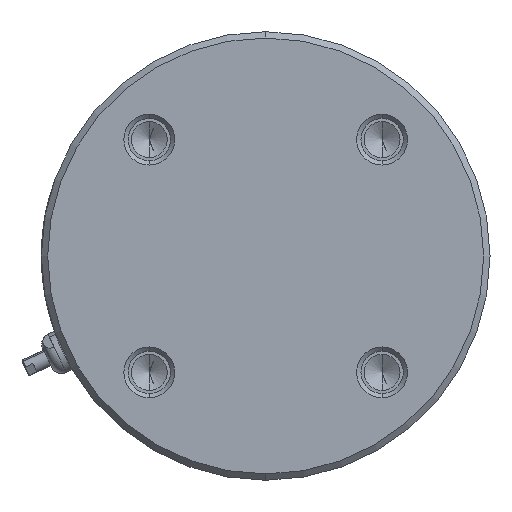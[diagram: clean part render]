
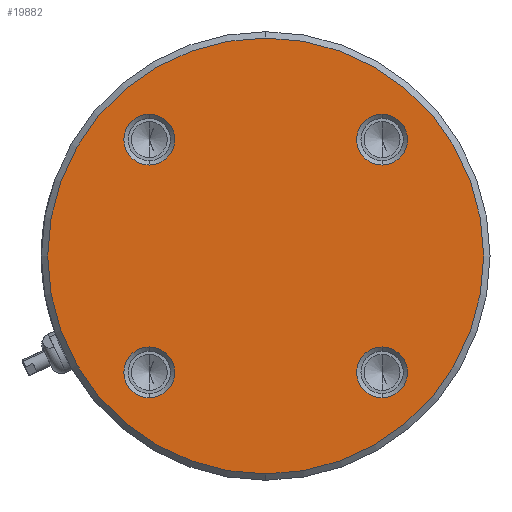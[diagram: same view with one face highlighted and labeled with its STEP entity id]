
A CAD part, left-side view. The second image highlights one B-rep face of the part: STEP entity #19882.
In plain terms, the highlighted planar face has unit normal (-1, 0, 0).
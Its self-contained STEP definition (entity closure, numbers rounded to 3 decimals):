
#5 = EDGE_CURVE ( 'NONE', #9272, #19348, #21381, .T. ) ;
#135 = CIRCLE ( 'NONE', #7576, 6. ) ;
#327 = CARTESIAN_POINT ( 'NONE',  ( -47., 27.5, 33.5 ) ) ;
#516 = DIRECTION ( 'NONE',  ( 1., 0., 0. ) ) ;
#1191 = VERTEX_POINT ( 'NONE', #17568 ) ;
#1482 = CARTESIAN_POINT ( 'NONE',  ( -47., 27.5, 21.5 ) ) ;
#1517 = DIRECTION ( 'NONE',  ( 1., 0., 0. ) ) ;
#1865 = ORIENTED_EDGE ( 'NONE', *, *, #26800, .T. ) ;
#1893 = DIRECTION ( 'NONE',  ( 1., 0., 0. ) ) ;
#2374 = EDGE_CURVE ( 'NONE', #15809, #28445, #26956, .T. ) ;
#2501 = CARTESIAN_POINT ( 'NONE',  ( -47., 27.5, -27.5 ) ) ;
#2557 = CARTESIAN_POINT ( 'NONE',  ( -47., 0., -51.5 ) ) ;
#2656 = AXIS2_PLACEMENT_3D ( 'NONE', #7199, #516, #12191 ) ;
#2836 = CARTESIAN_POINT ( 'NONE',  ( -47., -27.5, 27.5 ) ) ;
#3042 = CARTESIAN_POINT ( 'NONE',  ( -47., 0., 51.5 ) ) ;
#3409 = VERTEX_POINT ( 'NONE', #6615 ) ;
#3726 = DIRECTION ( 'NONE',  ( 1., 0., 0. ) ) ;
#4207 = EDGE_CURVE ( 'NONE', #12641, #1191, #29435, .T. ) ;
#4372 = EDGE_LOOP ( 'NONE', ( #11774, #15648 ) ) ;
#4400 = CARTESIAN_POINT ( 'NONE',  ( -47., 53., 0. ) ) ;
#5124 = DIRECTION ( 'NONE',  ( -1., 0., 0. ) ) ;
#5286 = FACE_OUTER_BOUND ( 'NONE', #13201, .T. ) ;
#6108 = DIRECTION ( 'NONE',  ( 0., 0., 1. ) ) ;
#6454 = VERTEX_POINT ( 'NONE', #1482 ) ;
#6615 = CARTESIAN_POINT ( 'NONE',  ( -47., -27.5, -21.5 ) ) ;
#6894 = DIRECTION ( 'NONE',  ( -1., 0., 0. ) ) ;
#7199 = CARTESIAN_POINT ( 'NONE',  ( -47., 27.5, 27.5 ) ) ;
#7368 = DIRECTION ( 'NONE',  ( 0., 0., 1. ) ) ;
#7576 = AXIS2_PLACEMENT_3D ( 'NONE', #19816, #3726, #19972 ) ;
#8001 = ORIENTED_EDGE ( 'NONE', *, *, #22954, .T. ) ;
#8938 = CIRCLE ( 'NONE', #25414, 6. ) ;
#9272 = VERTEX_POINT ( 'NONE', #3042 ) ;
#9721 = EDGE_LOOP ( 'NONE', ( #10538, #1865 ) ) ;
#9964 = AXIS2_PLACEMENT_3D ( 'NONE', #2836, #21877, #17512 ) ;
#10181 = CARTESIAN_POINT ( 'NONE',  ( -47., 27.5, -27.5 ) ) ;
#10409 = AXIS2_PLACEMENT_3D ( 'NONE', #18526, #1517, #15589 ) ;
#10517 = ORIENTED_EDGE ( 'NONE', *, *, #25418, .T. ) ;
#10538 = ORIENTED_EDGE ( 'NONE', *, *, #18584, .T. ) ;
#11049 = ORIENTED_EDGE ( 'NONE', *, *, #5, .T. ) ;
#11438 = VERTEX_POINT ( 'NONE', #327 ) ;
#11774 = ORIENTED_EDGE ( 'NONE', *, *, #21831, .T. ) ;
#11995 = DIRECTION ( 'NONE',  ( 0., 0., 1. ) ) ;
#12191 = DIRECTION ( 'NONE',  ( 0., 0., 1. ) ) ;
#12641 = VERTEX_POINT ( 'NONE', #21505 ) ;
#13081 = EDGE_CURVE ( 'NONE', #21816, #3409, #8938, .T. ) ;
#13201 = EDGE_LOOP ( 'NONE', ( #21417, #11049 ) ) ;
#13989 = AXIS2_PLACEMENT_3D ( 'NONE', #10181, #19731, #7368 ) ;
#14091 = DIRECTION ( 'NONE',  ( 0., 0., 1. ) ) ;
#14444 = CARTESIAN_POINT ( 'NONE',  ( -47., 27.5, -33.5 ) ) ;
#15031 = CARTESIAN_POINT ( 'NONE',  ( -47., 27.5, -21.5 ) ) ;
#15589 = DIRECTION ( 'NONE',  ( 0., 0., 1. ) ) ;
#15648 = ORIENTED_EDGE ( 'NONE', *, *, #13081, .T. ) ;
#15809 = VERTEX_POINT ( 'NONE', #14444 ) ;
#16124 = CIRCLE ( 'NONE', #2656, 6. ) ;
#16414 = FACE_BOUND ( 'NONE', #18320, .T. ) ;
#16421 = CIRCLE ( 'NONE', #10409, 6. ) ;
#16535 = AXIS2_PLACEMENT_3D ( 'NONE', #30244, #23539, #26039 ) ;
#17198 = CIRCLE ( 'NONE', #23188, 51.5 ) ;
#17512 = DIRECTION ( 'NONE',  ( 0., 0., 1. ) ) ;
#17568 = CARTESIAN_POINT ( 'NONE',  ( -47., -27.5, 21.5 ) ) ;
#17686 = DIRECTION ( 'NONE',  ( -1., 0., 0. ) ) ;
#18320 = EDGE_LOOP ( 'NONE', ( #8001, #20372 ) ) ;
#18323 = CARTESIAN_POINT ( 'NONE',  ( -47., 0., 0. ) ) ;
#18526 = CARTESIAN_POINT ( 'NONE',  ( -47., 27.5, 27.5 ) ) ;
#18584 = EDGE_CURVE ( 'NONE', #11438, #6454, #16421, .T. ) ;
#19348 = VERTEX_POINT ( 'NONE', #2557 ) ;
#19494 = FACE_BOUND ( 'NONE', #9721, .T. ) ;
#19731 = DIRECTION ( 'NONE',  ( 1., 0., 0. ) ) ;
#19816 = CARTESIAN_POINT ( 'NONE',  ( -47., -27.5, 27.5 ) ) ;
#19882 = ADVANCED_FACE ( 'NONE', ( #5286, #30607, #25794, #19494, #16414 ), #25950, .T. ) ;
#19972 = DIRECTION ( 'NONE',  ( 0., 0., 1. ) ) ;
#20043 = AXIS2_PLACEMENT_3D ( 'NONE', #2501, #1893, #11995 ) ;
#20372 = ORIENTED_EDGE ( 'NONE', *, *, #2374, .T. ) ;
#21381 = CIRCLE ( 'NONE', #21899, 51.5 ) ;
#21417 = ORIENTED_EDGE ( 'NONE', *, *, #28073, .T. ) ;
#21505 = CARTESIAN_POINT ( 'NONE',  ( -47., -27.5, 33.5 ) ) ;
#21816 = VERTEX_POINT ( 'NONE', #30093 ) ;
#21826 = EDGE_LOOP ( 'NONE', ( #29886, #10517 ) ) ;
#21831 = EDGE_CURVE ( 'NONE', #3409, #21816, #28496, .T. ) ;
#21877 = DIRECTION ( 'NONE',  ( 1., 0., 0. ) ) ;
#21892 = DIRECTION ( 'NONE',  ( 1., 0., 0. ) ) ;
#21899 = AXIS2_PLACEMENT_3D ( 'NONE', #29841, #17686, #6108 ) ;
#22954 = EDGE_CURVE ( 'NONE', #28445, #15809, #23535, .T. ) ;
#23188 = AXIS2_PLACEMENT_3D ( 'NONE', #18323, #6894, #14091 ) ;
#23535 = CIRCLE ( 'NONE', #20043, 6. ) ;
#23539 = DIRECTION ( 'NONE',  ( 1., 0., 0. ) ) ;
#23608 = DIRECTION ( 'NONE',  ( 0., 0., 1. ) ) ;
#25414 = AXIS2_PLACEMENT_3D ( 'NONE', #28182, #21892, #25853 ) ;
#25418 = EDGE_CURVE ( 'NONE', #1191, #12641, #135, .T. ) ;
#25431 = AXIS2_PLACEMENT_3D ( 'NONE', #4400, #5124, #23608 ) ;
#25794 = FACE_BOUND ( 'NONE', #4372, .T. ) ;
#25853 = DIRECTION ( 'NONE',  ( 0., 0., 1. ) ) ;
#25950 = PLANE ( 'NONE',  #25431 ) ;
#26039 = DIRECTION ( 'NONE',  ( 0., 0., 1. ) ) ;
#26800 = EDGE_CURVE ( 'NONE', #6454, #11438, #16124, .T. ) ;
#26956 = CIRCLE ( 'NONE', #13989, 6. ) ;
#28073 = EDGE_CURVE ( 'NONE', #19348, #9272, #17198, .T. ) ;
#28182 = CARTESIAN_POINT ( 'NONE',  ( -47., -27.5, -27.5 ) ) ;
#28445 = VERTEX_POINT ( 'NONE', #15031 ) ;
#28496 = CIRCLE ( 'NONE', #16535, 6. ) ;
#29435 = CIRCLE ( 'NONE', #9964, 6. ) ;
#29841 = CARTESIAN_POINT ( 'NONE',  ( -47., 0., 0. ) ) ;
#29886 = ORIENTED_EDGE ( 'NONE', *, *, #4207, .T. ) ;
#30093 = CARTESIAN_POINT ( 'NONE',  ( -47., -27.5, -33.5 ) ) ;
#30244 = CARTESIAN_POINT ( 'NONE',  ( -47., -27.5, -27.5 ) ) ;
#30607 = FACE_BOUND ( 'NONE', #21826, .T. ) ;
